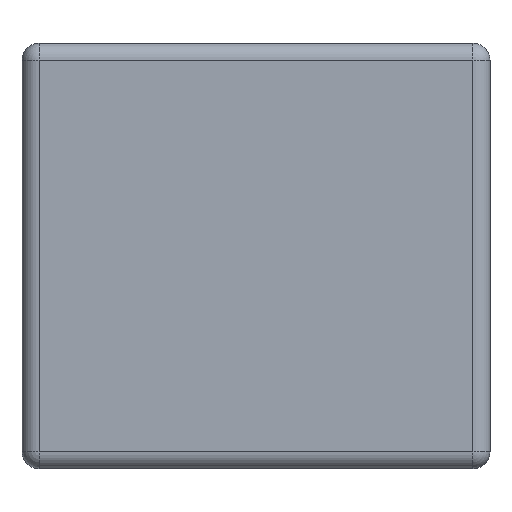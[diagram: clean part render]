
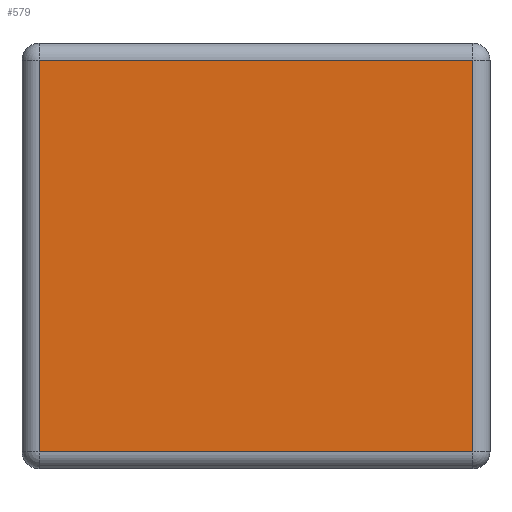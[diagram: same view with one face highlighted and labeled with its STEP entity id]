
A CAD part, left-side view. The second image highlights one B-rep face of the part: STEP entity #579.
In plain terms, the highlighted planar face has unit normal (-1, 0, 0).
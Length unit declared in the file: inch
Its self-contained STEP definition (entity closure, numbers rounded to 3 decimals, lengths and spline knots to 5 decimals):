
#41 = LINE ( 'NONE', #336, #1521 ) ;
#53 = VECTOR ( 'NONE', #1704, 39.37008 ) ;
#59 = DIRECTION ( 'NONE',  ( 0., 0., 1. ) ) ;
#67 = VERTEX_POINT ( 'NONE', #359 ) ;
#176 = DIRECTION ( 'NONE',  ( 0., 0., -1. ) ) ;
#198 = DIRECTION ( 'NONE',  ( 0., -1., 0. ) ) ;
#206 = ORIENTED_EDGE ( 'NONE', *, *, #1540, .T. ) ;
#212 = ORIENTED_EDGE ( 'NONE', *, *, #244, .T. ) ;
#244 = EDGE_CURVE ( 'NONE', #462, #872, #404, .T. ) ;
#260 = VECTOR ( 'NONE', #59, 39.37008 ) ;
#336 = CARTESIAN_POINT ( 'NONE',  ( -0.04, 0.055, 0.023 ) ) ;
#359 = CARTESIAN_POINT ( 'NONE',  ( -0.04, 0.002, 0.023 ) ) ;
#404 = LINE ( 'NONE', #942, #1252 ) ;
#462 = VERTEX_POINT ( 'NONE', #1333 ) ;
#566 = VERTEX_POINT ( 'NONE', #993 ) ;
#567 = ORIENTED_EDGE ( 'NONE', *, *, #788, .T. ) ;
#579 = ADVANCED_FACE ( 'NONE', ( #1237 ), #714, .F. ) ;
#658 = AXIS2_PLACEMENT_3D ( 'NONE', #1642, #1253, #176 ) ;
#714 = PLANE ( 'NONE',  #658 ) ;
#780 = DIRECTION ( 'NONE',  ( 0., -1., 0. ) ) ;
#788 = EDGE_CURVE ( 'NONE', #872, #67, #1415, .T. ) ;
#812 = ORIENTED_EDGE ( 'NONE', *, *, #1392, .F. ) ;
#872 = VERTEX_POINT ( 'NONE', #1166 ) ;
#942 = CARTESIAN_POINT ( 'NONE',  ( -0.04, 0.055, -0.023 ) ) ;
#993 = CARTESIAN_POINT ( 'NONE',  ( -0.04, 0.053, 0.023 ) ) ;
#1015 = CARTESIAN_POINT ( 'NONE',  ( -0.04, 0.002, 0.023 ) ) ;
#1166 = CARTESIAN_POINT ( 'NONE',  ( -0.04, 0.002, -0.023 ) ) ;
#1175 = LINE ( 'NONE', #1680, #53 ) ;
#1236 = EDGE_LOOP ( 'NONE', ( #212, #567, #812, #206 ) ) ;
#1237 = FACE_OUTER_BOUND ( 'NONE', #1236, .T. ) ;
#1252 = VECTOR ( 'NONE', #780, 39.37008 ) ;
#1253 = DIRECTION ( 'NONE',  ( 1., 0., 0. ) ) ;
#1333 = CARTESIAN_POINT ( 'NONE',  ( -0.04, 0.053, -0.023 ) ) ;
#1392 = EDGE_CURVE ( 'NONE', #566, #67, #41, .T. ) ;
#1415 = LINE ( 'NONE', #1015, #260 ) ;
#1521 = VECTOR ( 'NONE', #198, 39.37008 ) ;
#1540 = EDGE_CURVE ( 'NONE', #566, #462, #1175, .T. ) ;
#1642 = CARTESIAN_POINT ( 'NONE',  ( -0.04, 0.055, -0.023 ) ) ;
#1680 = CARTESIAN_POINT ( 'NONE',  ( -0.04, 0.053, -0.023 ) ) ;
#1704 = DIRECTION ( 'NONE',  ( 0., 0., -1. ) ) ;
